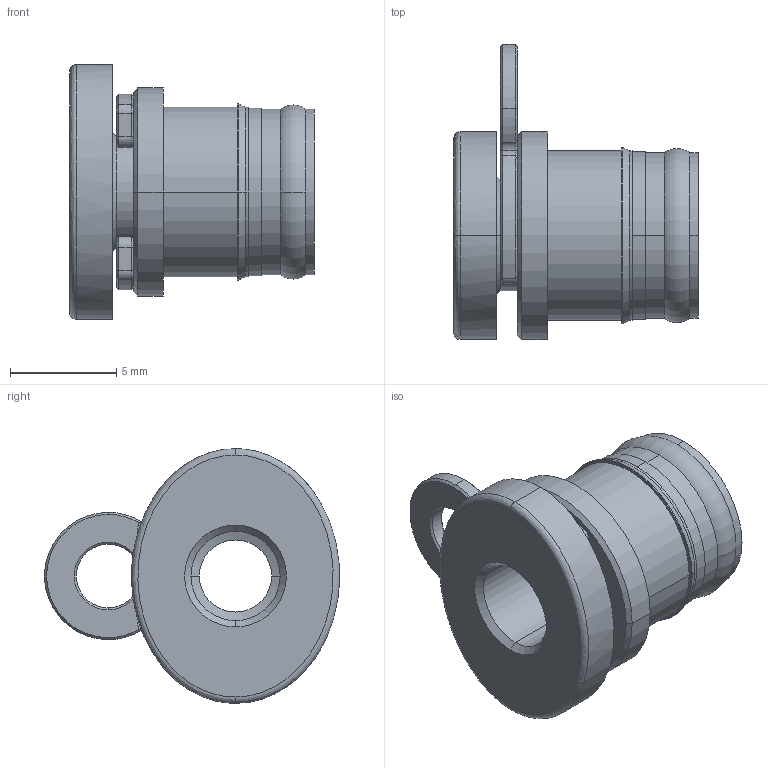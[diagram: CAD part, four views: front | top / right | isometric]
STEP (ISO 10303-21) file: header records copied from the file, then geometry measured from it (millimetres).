
FILE_DESCRIPTION (( 'STEP AP214' ), '1' );
FILE_NAME ('CASN04.STEP', '2020-07-06T09:26:08', ( '' ), ( '' ), 'SwSTEP 2.0', 'SolidWorks 2020', '' );
FILE_SCHEMA (( 'AUTOMOTIVE_DESIGN' ));
Length unit declared in the file: millimetre
Products named in the file (1): CASN04
Bounding box: 11.52 x 13.9 x 12 mm (x, y, z)
Volume: 531 mm3; surface area: 1124.9 mm2
Topology: 5 solids, 5 shells, 130 faces, 286 edges, 170 vertices
Faces by surface type: cone 54, cylinder 44, plane 26, bspline 4, torus 2
Entity records: 5427 total; most frequent: CARTESIAN_POINT 986, DIRECTION 670, ORIENTED_EDGE 572, EDGE_CURVE 286, AXIS2_PLACEMENT_3D 277, VERTEX_POINT 170, CIRCLE 150, EDGE_LOOP 144
